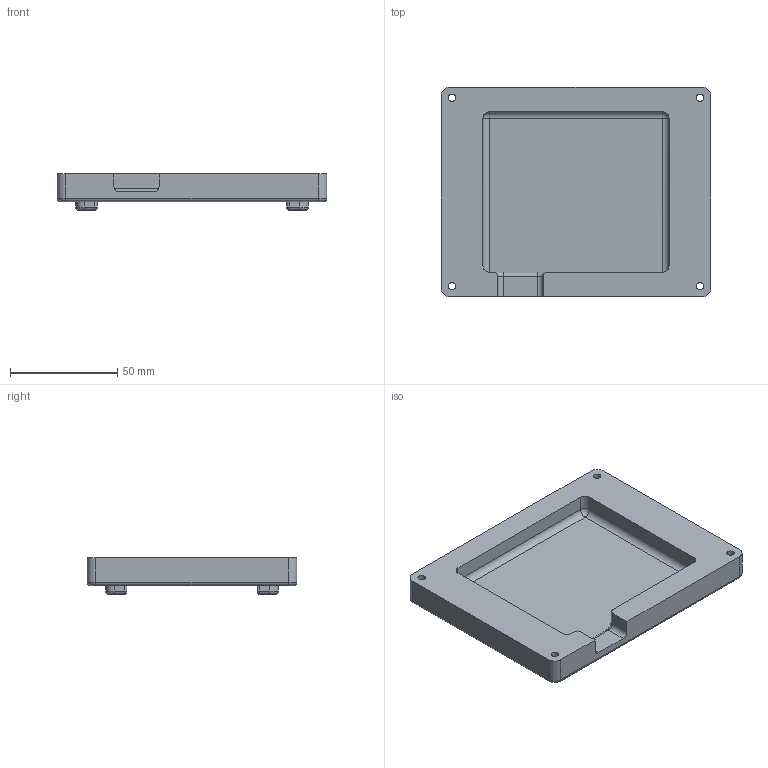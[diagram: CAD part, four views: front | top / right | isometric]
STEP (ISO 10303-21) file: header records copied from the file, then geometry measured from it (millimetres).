
FILE_DESCRIPTION(/* description */ ('STEP AP242','CAx-IF Rec.Pracs.---Representation and Presentation of Product Manufacturing Information (PMI)---4.0---2014-10-13','CAx-IF Rec.Pracs.---3D Tessellated Geometry---0.4---2014-09-14','2;1'),/* implementation_level */ '2;1');
FILE_NAME(/* name */ '685506b479c8c144a5972eec',/* time_stamp */ '2025-06-20T06:59:00Z',/* author */ (''),/* organization */ (''),/* preprocessor_version */ 'ST-DEVELOPER v20',/* originating_system */ 'ONSHAPE BY PTC INC, 1.199',/* authorisation */ ' ');
FILE_SCHEMA (('AP242_MANAGED_MODEL_BASED_3D_ENGINEERING_MIM_LF { 1 0 10303 442 1 1 4 }'));
Length unit declared in the file: metre
Products named in the file (1): Part 1
Bounding box: 125.72 x 97.82 x 17 mm (x, y, z)
Volume: 93828.5 mm3; surface area: 33746.2 mm2
Topology: 1 solids, 1 shells, 123 faces, 289 edges, 174 vertices
Faces by surface type: cylinder 60, plane 39, torus 22, sphere 2
Full cylindrical faces by diameter (mm): 3.4 x4, 6 x4
Entity records: 3505 total; most frequent: DIRECTION 665, CARTESIAN_POINT 583, ORIENTED_EDGE 558, EDGE_CURVE 279, AXIS2_PLACEMENT_3D 264, VERTEX_POINT 174, EDGE_LOOP 147, FACE_BOUND 147
